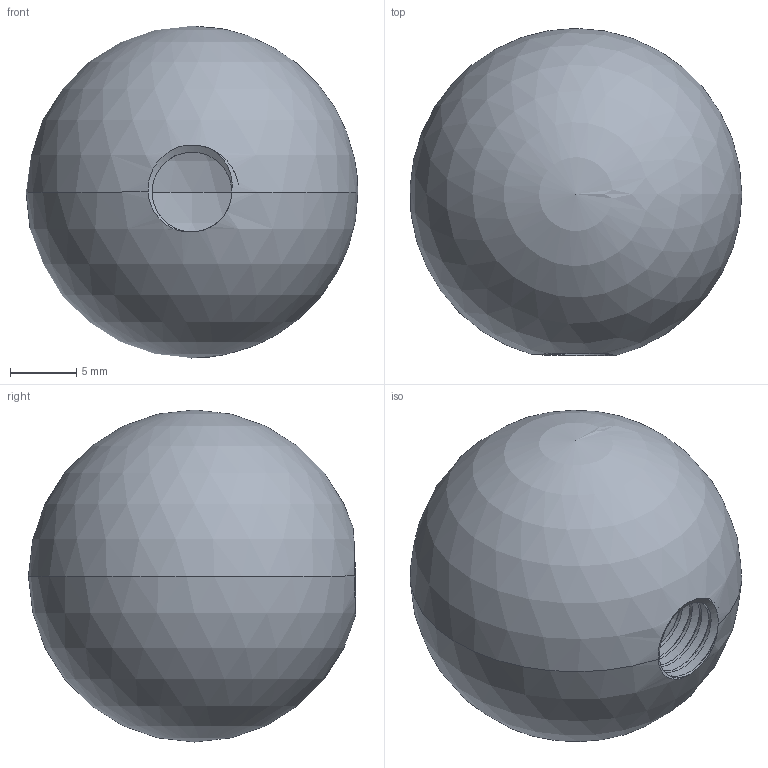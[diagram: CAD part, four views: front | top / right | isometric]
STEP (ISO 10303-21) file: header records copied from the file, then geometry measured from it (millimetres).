
FILE_DESCRIPTION (( 'STEP AP203' ), '1' );
FILE_NAME ('3D_GR1422_188702425.STEP', '2024-10-09T06:24:50', ( '' ), ( '' ), 'SwSTEP 2.0', 'SolidWorks 2024', '' );
FILE_SCHEMA (( 'CONFIG_CONTROL_DESIGN' ));
Length unit declared in the file: millimetre
Products named in the file (1): 3D_GR1422_188702425
Bounding box: 24.98 x 24.63 x 25 mm (x, y, z)
Volume: 3355 mm3; surface area: 3474.7 mm2
Topology: 1 solids, 1 shells, 20 faces, 60 edges, 39 vertices
Faces by surface type: cylinder 12, sphere 4, bspline 3, plane 1
Entity records: 1797 total; most frequent: CARTESIAN_POINT 1320, ORIENTED_EDGE 100, DIRECTION 67, EDGE_CURVE 50, VERTEX_POINT 33, AXIS2_PLACEMENT_3D 28, EDGE_LOOP 21, FACE_OUTER_BOUND 20
